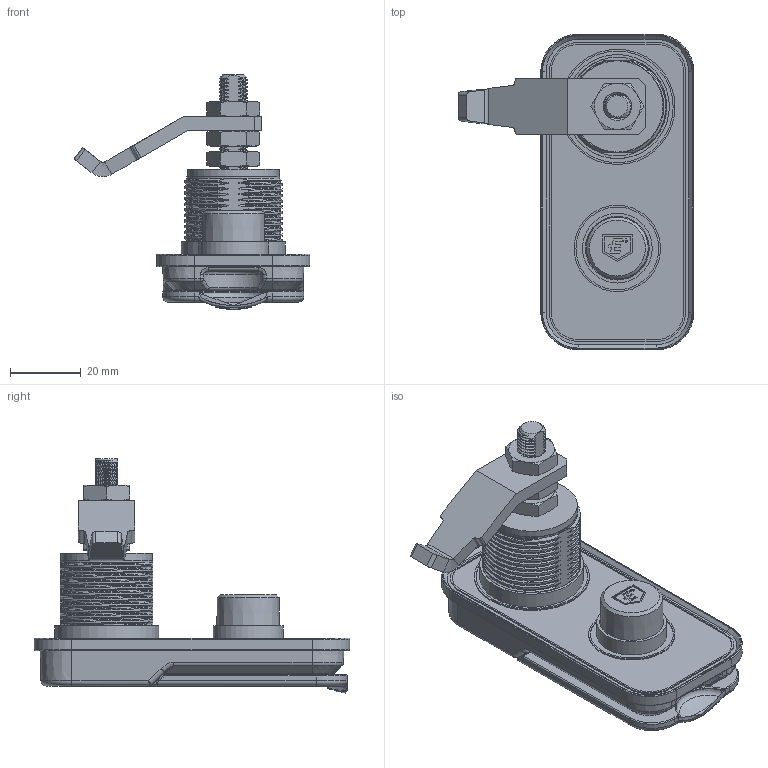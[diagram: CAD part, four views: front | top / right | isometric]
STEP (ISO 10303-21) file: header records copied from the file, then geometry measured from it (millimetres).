
FILE_DESCRIPTION(/* description */ ('LIFT & TURN LATCH NON-LOCKING, CIRCLE MOUNT','CAx-IF Rec.Pracs.---Representation and Presentation of Product Manufacturing Information (PMI)---4.0---2014-10-13'),/* implementation_level */ '2;1');
FILE_NAME(/* name */ '1816-NL.stp',/* time_stamp */ '2024-10-28T13:55:19-04:00',/* author */ ('KBraun'),/* organization */ (''),/* preprocessor_version */ 'ST-DEVELOPER v20',/* originating_system */ 'Autodesk Inventor 2024',/* authorisation */ '');
FILE_SCHEMA (('AP242_MANAGED_MODEL_BASED_3D_ENGINEERING_MIM_LF { 1 0 10303 442 1 1 4 }'));
Products named in the file (1): 1816-NL
Bounding box: 66.64 x 89.25 x 66.33 mm (x, y, z)
Volume: 51646.3 mm3; surface area: 45020.2 mm2
Topology: 15 solids, 15 shells, 1424 faces, 4013 edges, 2624 vertices
Faces by surface type: bspline 483, cylinder 387, plane 361, torus 85, cone 76, sphere 32
Full cylindrical faces by diameter (mm): 3.8 x1, 4 x4, 7 x3, 8.1 x1, 11.2 x1, 12.75 x2, 13.847 x1, 13.85 x1, 14.15 x1, 15.05 x1, 17.14 x1, 18 x2, 19.7 x1, 22.5 x1, 23.4 x1, 24.4 x1, 25.8 x1, 26.2 x1, 27.9 x1, 29.4 x1, 31.546 x1, 32.546 x1
Entity records: 145131 total; most frequent: CARTESIAN_POINT 112756, ORIENTED_EDGE 7976, DIRECTION 4931, EDGE_CURVE 3988, VERTEX_POINT 2624, AXIS2_PLACEMENT_3D 1828, B_SPLINE_CURVE_WITH_KNOTS 1738, EDGE_LOOP 1484
